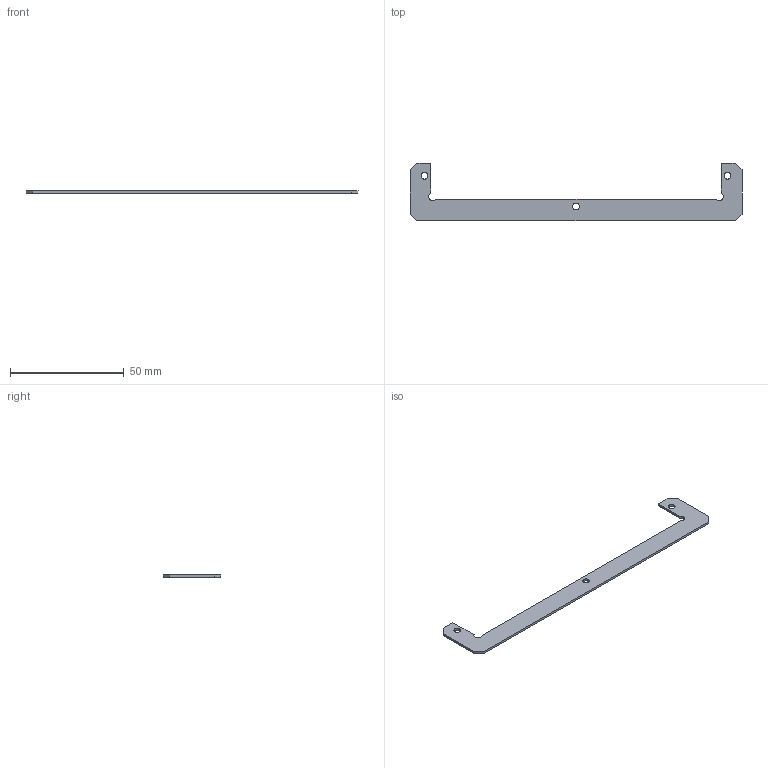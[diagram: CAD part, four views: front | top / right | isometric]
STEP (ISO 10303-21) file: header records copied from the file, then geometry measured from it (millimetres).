
FILE_DESCRIPTION (( 'STEP AP203' ), '1' );
FILE_NAME ('DoubleSidedBracket-V2B.STEP', '2015-07-09T18:10:53', ( '' ), ( '' ), 'SwSTEP 2.0', 'SolidWorks 2015', '' );
FILE_SCHEMA (( 'CONFIG_CONTROL_DESIGN' ));
Length unit declared in the file: inch
Products named in the file (1): DoubleSidedBracket-V2B
Bounding box: 146.06 x 25.4 x 1.02 mm (x, y, z)
Volume: 1662.7 mm3; surface area: 3677.8 mm2
Topology: 1 solids, 1 shells, 23 faces, 63 edges, 42 vertices
Faces by surface type: plane 14, cylinder 9
Entity records: 826 total; most frequent: DIRECTION 129, CARTESIAN_POINT 129, ORIENTED_EDGE 126, EDGE_CURVE 63, LINE 45, VECTOR 45, VERTEX_POINT 42, AXIS2_PLACEMENT_3D 42
